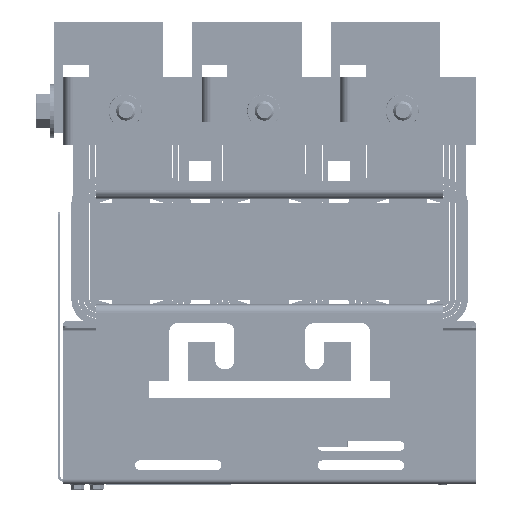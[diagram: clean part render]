
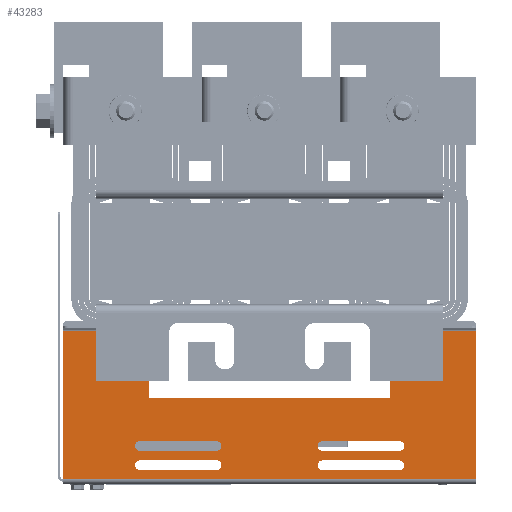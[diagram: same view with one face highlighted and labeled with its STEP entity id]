
A CAD part, front view. The second image highlights one B-rep face of the part: STEP entity #43283.
In plain terms, the highlighted planar face has unit normal (0, -1, 0).
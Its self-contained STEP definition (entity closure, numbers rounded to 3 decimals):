
#1927=FACE_BOUND('',#7675,.T.);
#1928=FACE_BOUND('',#7676,.T.);
#1929=FACE_BOUND('',#7677,.T.);
#1930=FACE_BOUND('',#7678,.T.);
#3104=PLANE('',#47569);
#5204=FACE_OUTER_BOUND('',#7674,.T.);
#7674=EDGE_LOOP('',(#38127,#38128,#38129,#38130,#38131,#38132,#38133,#38134));
#7675=EDGE_LOOP('',(#38135,#38136,#38137,#38138));
#7676=EDGE_LOOP('',(#38139,#38140,#38141,#38142));
#7677=EDGE_LOOP('',(#38143,#38144,#38145,#38146));
#7678=EDGE_LOOP('',(#38147,#38148,#38149,#38150));
#11608=LINE('',#73160,#15727);
#11612=LINE('',#73167,#15731);
#11620=LINE('',#73192,#15739);
#11624=LINE('',#73199,#15743);
#11632=LINE('',#73224,#15751);
#11636=LINE('',#73231,#15755);
#11641=LINE('',#73247,#15760);
#11649=LINE('',#73268,#15768);
#11706=LINE('',#73448,#15825);
#11711=LINE('',#73466,#15830);
#11718=LINE('',#73480,#15837);
#11720=LINE('',#73484,#15839);
#11721=LINE('',#73486,#15840);
#11722=LINE('',#73487,#15841);
#11723=LINE('',#73489,#15842);
#11724=LINE('',#73490,#15843);
#15727=VECTOR('',#57459,0.394);
#15731=VECTOR('',#57465,0.394);
#15739=VECTOR('',#57495,0.394);
#15743=VECTOR('',#57501,0.394);
#15751=VECTOR('',#57531,0.394);
#15755=VECTOR('',#57537,0.394);
#15760=VECTOR('',#57556,0.394);
#15768=VECTOR('',#57582,0.394);
#15825=VECTOR('',#57809,0.394);
#15830=VECTOR('',#57832,0.394);
#15837=VECTOR('',#57843,0.394);
#15839=VECTOR('',#57847,0.394);
#15840=VECTOR('',#57848,0.394);
#15841=VECTOR('',#57849,0.394);
#15842=VECTOR('',#57850,0.394);
#15843=VECTOR('',#57851,0.394);
#17680=CIRCLE('',#47429,0.125);
#17682=CIRCLE('',#47436,0.125);
#17684=CIRCLE('',#47441,0.125);
#17686=CIRCLE('',#47448,0.125);
#17688=CIRCLE('',#47453,0.125);
#17690=CIRCLE('',#47460,0.125);
#17692=CIRCLE('',#47467,0.125);
#17694=CIRCLE('',#47470,0.125);
#21360=VERTEX_POINT('',#73148);
#21361=VERTEX_POINT('',#73150);
#21363=VERTEX_POINT('',#73159);
#21365=VERTEX_POINT('',#73165);
#21368=VERTEX_POINT('',#73180);
#21369=VERTEX_POINT('',#73182);
#21371=VERTEX_POINT('',#73191);
#21373=VERTEX_POINT('',#73197);
#21376=VERTEX_POINT('',#73212);
#21377=VERTEX_POINT('',#73214);
#21379=VERTEX_POINT('',#73223);
#21381=VERTEX_POINT('',#73229);
#21384=VERTEX_POINT('',#73244);
#21385=VERTEX_POINT('',#73246);
#21387=VERTEX_POINT('',#73255);
#21389=VERTEX_POINT('',#73261);
#21426=VERTEX_POINT('',#73439);
#21427=VERTEX_POINT('',#73443);
#21430=VERTEX_POINT('',#73457);
#21431=VERTEX_POINT('',#73461);
#21436=VERTEX_POINT('',#73479);
#21437=VERTEX_POINT('',#73483);
#21438=VERTEX_POINT('',#73485);
#21439=VERTEX_POINT('',#73488);
#26969=EDGE_CURVE('',#21361,#21360,#17680,.T.);
#26974=EDGE_CURVE('',#21363,#21361,#11608,.T.);
#26978=EDGE_CURVE('',#21360,#21365,#11612,.T.);
#26981=EDGE_CURVE('',#21365,#21363,#17682,.T.);
#26985=EDGE_CURVE('',#21369,#21368,#17684,.T.);
#26990=EDGE_CURVE('',#21371,#21369,#11620,.T.);
#26994=EDGE_CURVE('',#21368,#21373,#11624,.T.);
#26997=EDGE_CURVE('',#21373,#21371,#17686,.T.);
#27001=EDGE_CURVE('',#21377,#21376,#17688,.T.);
#27006=EDGE_CURVE('',#21379,#21377,#11632,.T.);
#27010=EDGE_CURVE('',#21376,#21381,#11636,.T.);
#27013=EDGE_CURVE('',#21381,#21379,#17690,.T.);
#27017=EDGE_CURVE('',#21385,#21384,#11641,.T.);
#27022=EDGE_CURVE('',#21387,#21385,#17692,.T.);
#27026=EDGE_CURVE('',#21384,#21389,#17694,.T.);
#27029=EDGE_CURVE('',#21389,#21387,#11649,.T.);
#27120=EDGE_CURVE('',#21426,#21427,#11706,.T.);
#27129=EDGE_CURVE('',#21430,#21431,#11711,.T.);
#27136=EDGE_CURVE('',#21436,#21426,#11718,.T.);
#27138=EDGE_CURVE('',#21437,#21427,#11720,.T.);
#27139=EDGE_CURVE('',#21437,#21438,#11721,.T.);
#27140=EDGE_CURVE('',#21438,#21430,#11722,.T.);
#27141=EDGE_CURVE('',#21431,#21439,#11723,.T.);
#27142=EDGE_CURVE('',#21439,#21436,#11724,.T.);
#38127=ORIENTED_EDGE('',*,*,#27120,.T.);
#38128=ORIENTED_EDGE('',*,*,#27138,.F.);
#38129=ORIENTED_EDGE('',*,*,#27139,.T.);
#38130=ORIENTED_EDGE('',*,*,#27140,.T.);
#38131=ORIENTED_EDGE('',*,*,#27129,.T.);
#38132=ORIENTED_EDGE('',*,*,#27141,.T.);
#38133=ORIENTED_EDGE('',*,*,#27142,.T.);
#38134=ORIENTED_EDGE('',*,*,#27136,.T.);
#38135=ORIENTED_EDGE('',*,*,#26981,.T.);
#38136=ORIENTED_EDGE('',*,*,#26974,.T.);
#38137=ORIENTED_EDGE('',*,*,#26969,.T.);
#38138=ORIENTED_EDGE('',*,*,#26978,.T.);
#38139=ORIENTED_EDGE('',*,*,#26997,.T.);
#38140=ORIENTED_EDGE('',*,*,#26990,.T.);
#38141=ORIENTED_EDGE('',*,*,#26985,.T.);
#38142=ORIENTED_EDGE('',*,*,#26994,.T.);
#38143=ORIENTED_EDGE('',*,*,#27013,.T.);
#38144=ORIENTED_EDGE('',*,*,#27006,.T.);
#38145=ORIENTED_EDGE('',*,*,#27001,.T.);
#38146=ORIENTED_EDGE('',*,*,#27010,.T.);
#38147=ORIENTED_EDGE('',*,*,#27029,.T.);
#38148=ORIENTED_EDGE('',*,*,#27022,.T.);
#38149=ORIENTED_EDGE('',*,*,#27017,.T.);
#38150=ORIENTED_EDGE('',*,*,#27026,.T.);
#43283=ADVANCED_FACE('',(#5204,#1927,#1928,#1929,#1930),#3104,.F.);
#47429=AXIS2_PLACEMENT_3D('',#73151,#57449,#57450);
#47436=AXIS2_PLACEMENT_3D('',#73172,#57473,#57474);
#47441=AXIS2_PLACEMENT_3D('',#73183,#57485,#57486);
#47448=AXIS2_PLACEMENT_3D('',#73204,#57509,#57510);
#47453=AXIS2_PLACEMENT_3D('',#73215,#57521,#57522);
#47460=AXIS2_PLACEMENT_3D('',#73236,#57545,#57546);
#47467=AXIS2_PLACEMENT_3D('',#73256,#57566,#57567);
#47470=AXIS2_PLACEMENT_3D('',#73263,#57574,#57575);
#47569=AXIS2_PLACEMENT_3D('',#73482,#57845,#57846);
#57449=DIRECTION('center_axis',(0.,1.,0.));
#57450=DIRECTION('ref_axis',(0.,0.,-1.));
#57459=DIRECTION('',(1.,0.,0.));
#57465=DIRECTION('',(-1.,0.,0.));
#57473=DIRECTION('center_axis',(0.,1.,0.));
#57474=DIRECTION('ref_axis',(0.,0.,
1.));
#57485=DIRECTION('center_axis',(0.,1.,0.));
#57486=DIRECTION('ref_axis',(0.,0.,-1.));
#57495=DIRECTION('',(1.,0.,0.));
#57501=DIRECTION('',(-1.,0.,0.));
#57509=DIRECTION('center_axis',(0.,1.,0.));
#57510=DIRECTION('ref_axis',(0.,0.,
1.));
#57521=DIRECTION('center_axis',(0.,1.,0.));
#57522=DIRECTION('ref_axis',(0.,0.,
-1.));
#57531=DIRECTION('',(1.,0.,0.));
#57537=DIRECTION('',(-1.,0.,0.));
#57545=DIRECTION('center_axis',(0.,1.,0.));
#57546=DIRECTION('ref_axis',(0.,0.,
1.));
#57556=DIRECTION('',(-1.,0.,0.));
#57566=DIRECTION('center_axis',(0.,1.,0.));
#57567=DIRECTION('ref_axis',(0.,0.,
-1.));
#57574=DIRECTION('center_axis',(0.,1.,0.));
#57575=DIRECTION('ref_axis',(0.,0.,
1.));
#57582=DIRECTION('',(1.,0.,0.));
#57809=DIRECTION('',(-1.,0.,0.));
#57832=DIRECTION('',(-1.,0.,0.));
#57843=DIRECTION('',(0.,0.,1.));
#57845=DIRECTION('center_axis',(0.,1.,0.));
#57846=DIRECTION('ref_axis',(1.,0.,0.));
#57847=DIRECTION('',(0.,0.,1.));
#57848=DIRECTION('',(1.,0.,0.));
#57849=DIRECTION('',(0.,0.,1.));
#57850=DIRECTION('',(0.,0.,-1.));
#57851=DIRECTION('',(-1.,0.,0.));
#73148=CARTESIAN_POINT('',(8.75,0.,0.375));
#73150=CARTESIAN_POINT('',(8.75,0.,0.625));
#73151=CARTESIAN_POINT('Origin',(8.75,0.,0.5));
#73159=CARTESIAN_POINT('',(6.75,0.,0.625));
#73160=CARTESIAN_POINT('',(7.063,0.,0.625));
#73165=CARTESIAN_POINT('',(6.75,0.,0.375));
#73167=CARTESIAN_POINT('',(6.063,0.,0.375));
#73172=CARTESIAN_POINT('Origin',(6.75,0.,0.5));
#73180=CARTESIAN_POINT('',(4.,0.,0.375));
#73182=CARTESIAN_POINT('',(4.,0.,0.625));
#73183=CARTESIAN_POINT('Origin',(4.,0.,0.5));
#73191=CARTESIAN_POINT('',(2.,0.,0.625));
#73192=CARTESIAN_POINT('',(4.688,0.,0.625));
#73197=CARTESIAN_POINT('',(2.,0.,0.375));
#73199=CARTESIAN_POINT('',(3.688,0.,0.375));
#73204=CARTESIAN_POINT('Origin',(2.,0.,0.5));
#73212=CARTESIAN_POINT('',(4.,0.,0.875));
#73214=CARTESIAN_POINT('',(4.,0.,1.125));
#73215=CARTESIAN_POINT('Origin',(4.,0.,
1.));
#73223=CARTESIAN_POINT('',(2.,0.,1.125));
#73224=CARTESIAN_POINT('',(4.688,0.,1.125));
#73229=CARTESIAN_POINT('',(2.,0.,0.875));
#73231=CARTESIAN_POINT('',(3.688,0.,0.875));
#73236=CARTESIAN_POINT('Origin',(2.,0.,
1.));
#73244=CARTESIAN_POINT('',(6.75,0.,0.875));
#73246=CARTESIAN_POINT('',(8.75,0.,0.875));
#73247=CARTESIAN_POINT('',(6.063,0.,0.875));
#73255=CARTESIAN_POINT('',(8.75,0.,1.125));
#73256=CARTESIAN_POINT('Origin',(8.75,0.,1.));
#73261=CARTESIAN_POINT('',(6.75,0.,1.125));
#73263=CARTESIAN_POINT('Origin',(6.75,0.,1.));
#73268=CARTESIAN_POINT('',(7.063,0.,1.125));
#73439=CARTESIAN_POINT('',(2.25,0.,3.981));
#73443=CARTESIAN_POINT('',(0.,0.,
3.981));
#73448=CARTESIAN_POINT('',(2.687,0.,3.981));
#73457=CARTESIAN_POINT('',(10.75,0.,3.981));
#73461=CARTESIAN_POINT('',(8.5,0.,3.981));
#73466=CARTESIAN_POINT('',(6.938,0.,3.981));
#73479=CARTESIAN_POINT('',(2.25,0.,2.25));
#73480=CARTESIAN_POINT('',(2.25,0.,2.153));
#73482=CARTESIAN_POINT('Origin',(5.375,0.,2.055));
#73483=CARTESIAN_POINT('',(0.,0.,
0.149));
#73484=CARTESIAN_POINT('',(0.,0.,-0.02));
#73485=CARTESIAN_POINT('',(10.75,0.,0.149));
#73486=CARTESIAN_POINT('',(5.375,0.,0.149));
#73487=CARTESIAN_POINT('',(10.75,0.,-0.02));
#73488=CARTESIAN_POINT('',(8.5,0.,2.25));
#73489=CARTESIAN_POINT('',(8.5,0.,3.153));
#73490=CARTESIAN_POINT('',(6.938,0.,2.25));
